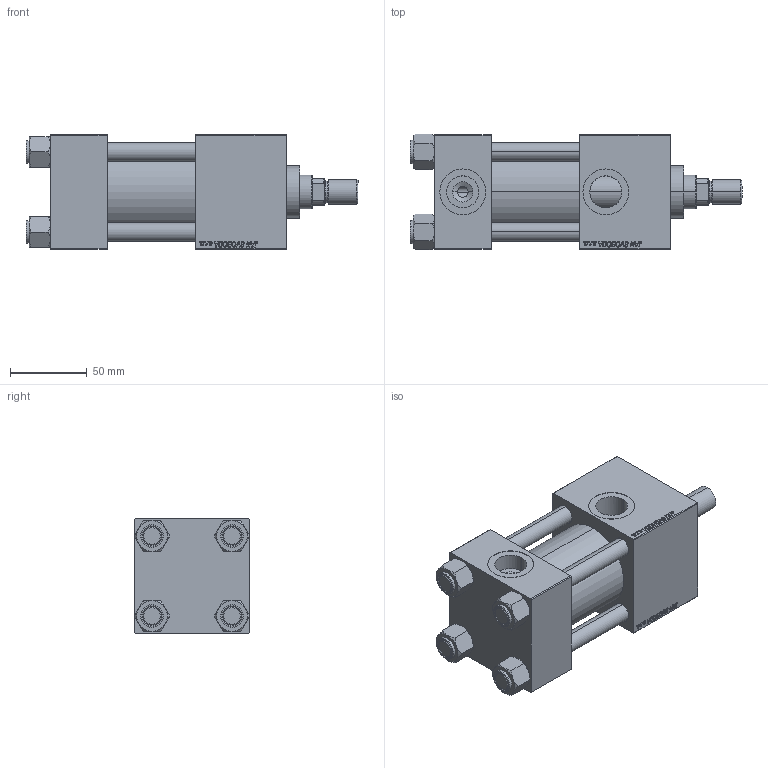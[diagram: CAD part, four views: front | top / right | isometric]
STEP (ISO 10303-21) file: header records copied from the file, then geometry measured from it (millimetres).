
FILE_DESCRIPTION (( 'STEP AP203' ), '1' );
FILE_NAME ('42d1.STEP', '2024-08-22T08:45:44', ( '' ), ( '' ), 'SwSTEP 2.0', 'SolidWorks 2019', '' );
FILE_SCHEMA (( 'CONFIG_CONTROL_DESIGN' ));
Length unit declared in the file: millimetre
Products named in the file (7): V215CD_Body_C 78a408346b5663be050420b098ca9fa7; NUT_M5_V215CD_C 78a408346b5663be050420b098ca9fa7; V215CD_VCP_C 78a408346b5663be050420b098ca9fa7; ROD_END_AH 78a408346b5663be050420b098ca9fa7; V215CD_VC_C 78a408346b5663be050420b098ca9fa7; V215CD_C_TYCINKA 78a408346b5663be050420b098ca9fa7; 42d1
Assembly tree (12 placements, depth 2):
  42d1
    V215CD_Body_C 78a408346b5663be050420b098ca9fa7
    V215CD_VC_C 78a408346b5663be050420b098ca9fa7
    V215CD_VCP_C 78a408346b5663be050420b098ca9fa7
    V215CD_C_TYCINKA 78a408346b5663be050420b098ca9fa7  x4
    NUT_M5_V215CD_C 78a408346b5663be050420b098ca9fa7  x4
    ROD_END_AH 78a408346b5663be050420b098ca9fa7
Bounding box: 217 x 75.54 x 75 mm (x, y, z)
Volume: 661273.5 mm3; surface area: 148826.2 mm2
Topology: 12 solids, 12 shells, 1162 faces, 2900 edges, 1881 vertices
Faces by surface type: plane 530, bspline 392, cone 140, cylinder 90, torus 10
Entity records: 50675 total; most frequent: CARTESIAN_POINT 27173, ORIENTED_EDGE 5292, DIRECTION 3374, EDGE_CURVE 2646, VERTEX_POINT 1737, LINE 1598, VECTOR 1598, EDGE_LOOP 1173
